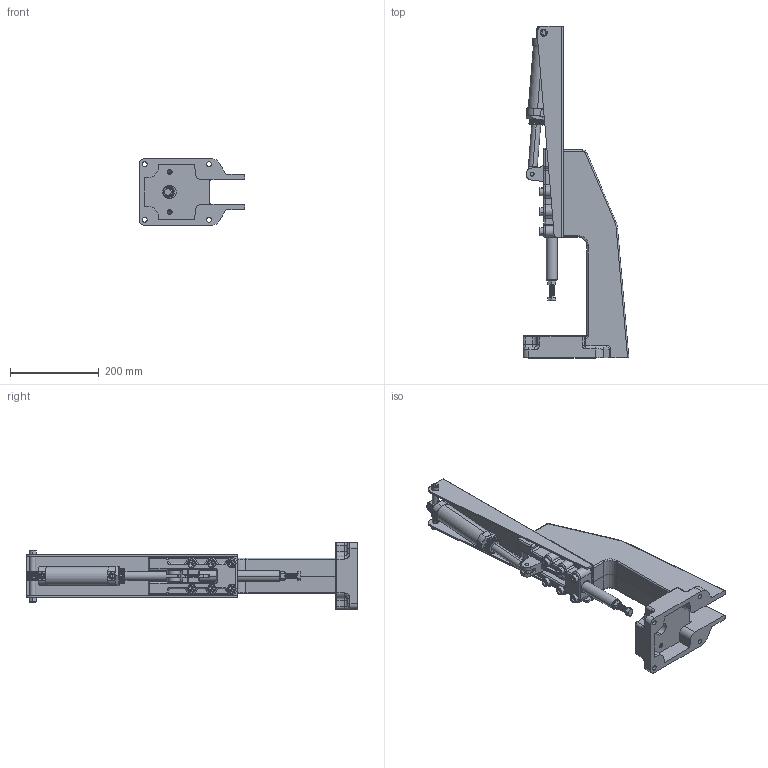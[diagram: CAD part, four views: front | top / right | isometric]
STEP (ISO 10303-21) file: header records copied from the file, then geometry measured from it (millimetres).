
FILE_DESCRIPTION (( 'STEP AP203' ), '1' );
FILE_NAME ('CH-32500-PR-A.STEP', '2017-12-07T11:39:52', ( 'Windows' ), ( 'Microsoft' ), 'SwSTEP 2.0', 'SolidWorks 2015', '' );
FILE_SCHEMA (( 'CONFIG_CONTROL_DESIGN' ));
Length unit declared in the file: millimetre
Products named in the file (20): M12-75; 32500-HL-A-04; M12; 32500-HL-A-CYLINDER; 32500-06; 32500-HL-A-CYLINDER.SLDPRT-01; M10 Lock Nut; 32500-01; M10X90; 32500-02; M33; 32500-05; 32500PR-01; CH-32500-PR-A-01; 32500HL-04; 32500-HL-A-01; 錨璃2; M10-55; 32500-HL-A-02.HANDLE; CH-32500-PR-A
Assembly tree (29 placements, depth 3):
  CH-32500-PR-A
    32500PR-01
    CH-32500-PR-A-01
      32500-HL-A-01
      32500-HL-A-02.HANDLE
      32500-HL-A-04  x2
      32500-HL-A-CYLINDER
      32500-HL-A-CYLINDER.SLDPRT-01
      32500-01
      32500-02
      32500-05  x3
      32500HL-04
      M10-55  x6
      M12-75
      M12
      32500-06  x2
      M10 Lock Nut
      M10X90
      M33
    錨璃2  x2
Bounding box: 238 x 747 x 150 mm (x, y, z)
Volume: 3135394.7 mm3; surface area: 696504 mm2
Topology: 28 solids, 28 shells, 1705 faces, 4416 edges, 2811 vertices
Faces by surface type: cylinder 815, plane 439, bspline 193, cone 140, torus 110, sphere 8
Entity records: 82176 total; most frequent: CARTESIAN_POINT 49371, ORIENTED_EDGE 7058, DIRECTION 5617, EDGE_CURVE 3529, VERTEX_POINT 2254, AXIS2_PLACEMENT_3D 2075, EDGE_LOOP 1473, LINE 1467
